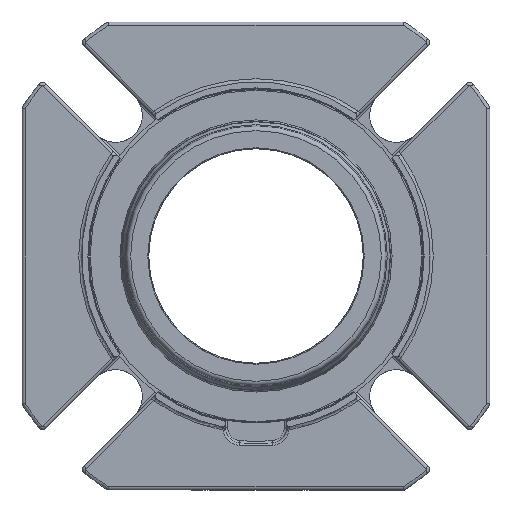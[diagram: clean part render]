
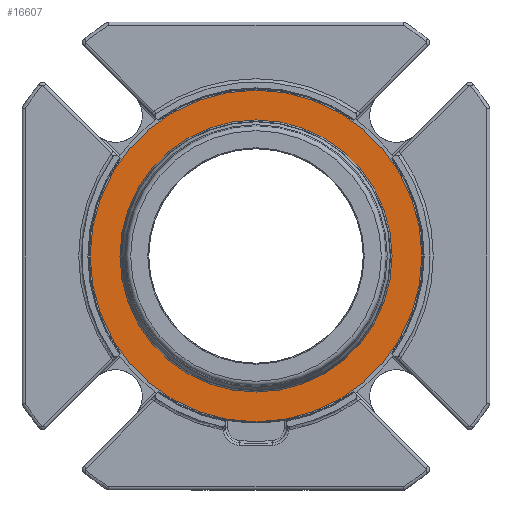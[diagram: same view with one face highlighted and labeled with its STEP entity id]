
A CAD part, left-side view. The second image highlights one B-rep face of the part: STEP entity #16607.
In plain terms, the highlighted planar face has unit normal (-1, 0, 0).
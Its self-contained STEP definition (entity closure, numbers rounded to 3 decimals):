
#3241=PLANE('',#17699);
#3592=ORIENTED_EDGE('',*,*,#8753,.F.);
#3593=ORIENTED_EDGE('',*,*,#8754,.T.);
#8753=EDGE_CURVE('',#11346,#11346,#12997,.F.);
#8754=EDGE_CURVE('',#11347,#11347,#12998,.T.);
#11346=VERTEX_POINT('',#24386);
#11347=VERTEX_POINT('',#24389);
#12997=CIRCLE('',#17698,44.31);
#12998=CIRCLE('',#17700,54.);
#13915=EDGE_LOOP('',(#3592));
#13916=EDGE_LOOP('',(#3593));
#15085=FACE_BOUND('',#13915,.T.);
#15086=FACE_BOUND('',#13916,.T.);
#16607=ADVANCED_FACE('',(#15085,#15086),#3241,.F.);
#17698=AXIS2_PLACEMENT_3D('',#24385,#19591,#19592);
#17699=AXIS2_PLACEMENT_3D('',#24387,#19593,#19594);
#17700=AXIS2_PLACEMENT_3D('',#24388,#19595,#19596);
#19591=DIRECTION('',(1.,0.,0.));
#19592=DIRECTION('',(0.,0.,-1.));
#19593=DIRECTION('',(1.,0.,0.));
#19594=DIRECTION('',(0.,-1.,0.));
#19595=DIRECTION('',(-1.,0.,0.));
#19596=DIRECTION('',(0.,1.,0.));
#24385=CARTESIAN_POINT('',(39.497,0.,0.));
#24386=CARTESIAN_POINT('',(39.497,0.,-44.31));
#24387=CARTESIAN_POINT('',(39.497,54.,0.));
#24388=CARTESIAN_POINT('',(39.497,0.,0.));
#24389=CARTESIAN_POINT('',(39.497,54.,0.));
